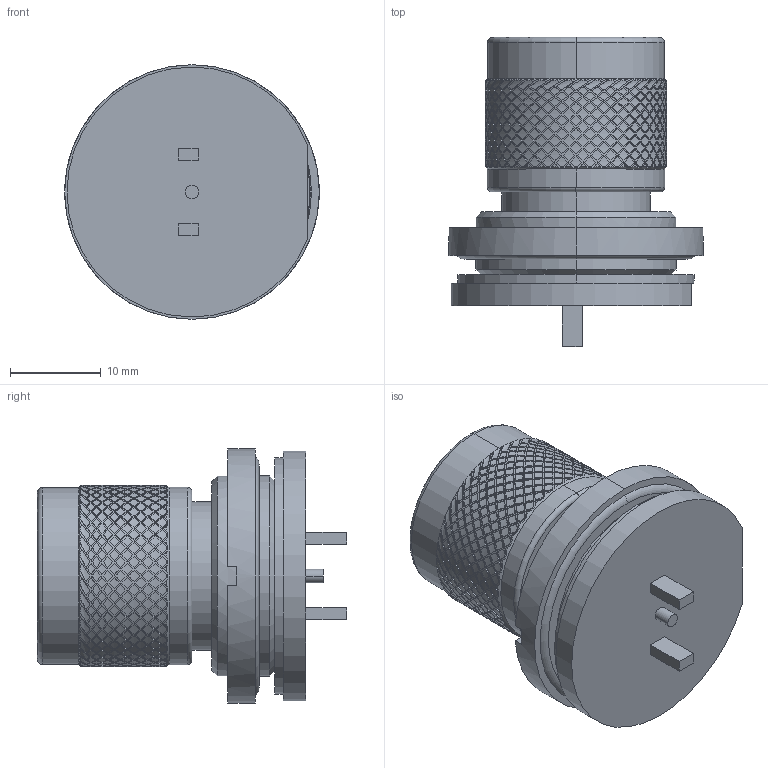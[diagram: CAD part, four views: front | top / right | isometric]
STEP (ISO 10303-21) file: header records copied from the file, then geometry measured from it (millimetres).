
FILE_DESCRIPTION((''),'2;1');
FILE_NAME('1','2021-08-11T',('Administrator'),(''),'PRO/ENGINEER BY PARAMETRIC TECHNOLOGY CORPORATION, 2012090','PRO/ENGINEER BY PARAMETRIC TECHNOLOGY CORPORATION, 2012090','');
FILE_SCHEMA(('CONFIG_CONTROL_DESIGN'));
Products named in the file (1): 1
Bounding box: 28 x 34 x 28 mm (x, y, z)
Volume: 9264.8 mm3; surface area: 5245.1 mm2
Topology: 1 solids, 1 shells, 4007 faces, 9497 edges, 5504 vertices
Faces by surface type: bspline 3298, cylinder 642, plane 47, cone 12, torus 6, sphere 2
Entity records: 253392 total; most frequent: CARTESIAN_POINT 188515, ORIENTED_EDGE 18994, EDGE_CURVE 9497, B_SPLINE_CURVE_WITH_KNOTS 8052, VERTEX_POINT 5504, EDGE_LOOP 4019, FACE_OUTER_BOUND 4007, ADVANCED_FACE 4007
